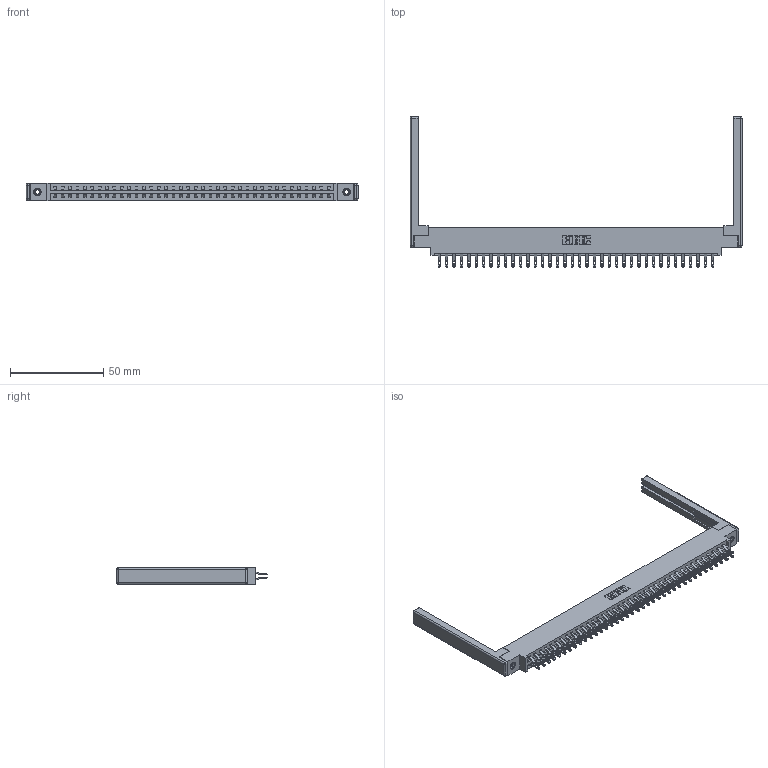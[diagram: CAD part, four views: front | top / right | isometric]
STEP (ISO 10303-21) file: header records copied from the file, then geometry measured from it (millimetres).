
FILE_DESCRIPTION (( 'STEP AP203' ), '1' );
FILE_NAME ('387-076-555-868.STEP', '2019-10-22T04:21:05', ( '' ), ( '' ), 'SwSTEP 2.0', 'SolidWorks 2016', '' );
FILE_SCHEMA (( 'CONFIG_CONTROL_DESIGN' ));
Length unit declared in the file: inch
Products named in the file (5): 387-076-555-868; 307-220-068; 337 Part_0.170 Offset - 0.156 Dia-TI; 345-250-001_345-250-001-102; 345-292-001_555 Tail
Assembly tree (81 placements, depth 2):
  387-076-555-868
    337 Part_0.170 Offset - 0.156 Dia-TI
    345-292-001_555 Tail  x76
    345-250-001_345-250-001-102  x2
    307-220-068  x2
Bounding box: 178 x 80.52 x 9.4 mm (x, y, z)
Volume: 23193.9 mm3; surface area: 26197.8 mm2
Topology: 81 solids, 81 shells, 4832 faces, 15077 edges, 10030 vertices
Faces by surface type: plane 2898, cylinder 1910, cone 12, sphere 8, torus 4
Entity records: 33198 total; most frequent: CARTESIAN_POINT 5597, ORIENTED_EDGE 5492, DIRECTION 4808, EDGE_CURVE 2746, VECTOR 2548, LINE 2548, VERTEX_POINT 1822, AXIS2_PLACEMENT_3D 1130
